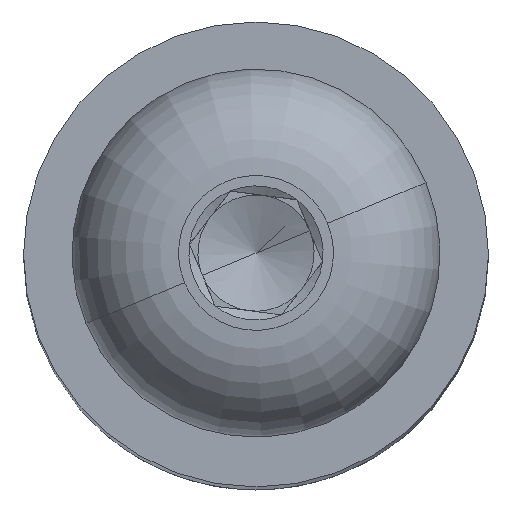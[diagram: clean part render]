
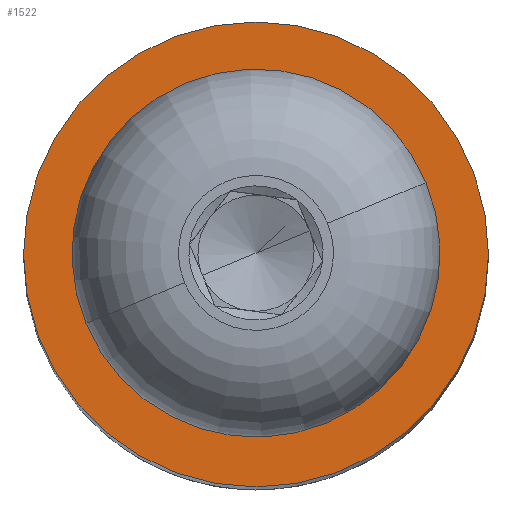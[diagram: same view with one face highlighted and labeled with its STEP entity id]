
A CAD part, top view. The second image highlights one B-rep face of the part: STEP entity #1522.
In plain terms, the highlighted planar face has unit normal (0, 0, 1).
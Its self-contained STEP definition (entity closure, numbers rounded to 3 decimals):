
#37 = AXIS2_PLACEMENT_3D ( 'NONE', #753, #771, #404 ) ;
#110 = AXIS2_PLACEMENT_3D ( 'NONE', #1347, #1112, #859 ) ;
#120 = ORIENTED_EDGE ( 'NONE', *, *, #703, .T. ) ;
#227 = DIRECTION ( 'NONE',  ( 0., 0., -1. ) ) ;
#233 = DIRECTION ( 'NONE',  ( 1., 0., 0. ) ) ;
#253 = EDGE_CURVE ( 'NONE', #1206, #585, #1515, .T. ) ;
#280 = FACE_BOUND ( 'NONE', #982, .T. ) ;
#309 = EDGE_CURVE ( 'NONE', #387, #665, #1099, .T. ) ;
#387 = VERTEX_POINT ( 'NONE', #1006 ) ;
#404 = DIRECTION ( 'NONE',  ( 1., 0., 0. ) ) ;
#422 = CARTESIAN_POINT ( 'NONE',  ( -6., 0., 46. ) ) ;
#536 = CARTESIAN_POINT ( 'NONE',  ( 0., 0., 46. ) ) ;
#585 = VERTEX_POINT ( 'NONE', #1001 ) ;
#637 = EDGE_LOOP ( 'NONE', ( #120, #1232 ) ) ;
#661 = PLANE ( 'NONE',  #37 ) ;
#664 = DIRECTION ( 'NONE',  ( 0., 0., -1. ) ) ;
#665 = VERTEX_POINT ( 'NONE', #422 ) ;
#703 = EDGE_CURVE ( 'NONE', #665, #387, #1294, .T. ) ;
#753 = CARTESIAN_POINT ( 'NONE',  ( 0., 0., 46. ) ) ;
#754 = EDGE_CURVE ( 'NONE', #585, #1206, #1440, .T. ) ;
#771 = DIRECTION ( 'NONE',  ( 0., 0., 1. ) ) ;
#796 = DIRECTION ( 'NONE',  ( 0., 0., 1. ) ) ;
#828 = AXIS2_PLACEMENT_3D ( 'NONE', #536, #664, #1501 ) ;
#859 = DIRECTION ( 'NONE',  ( 1., 0., 0. ) ) ;
#905 = AXIS2_PLACEMENT_3D ( 'NONE', #1306, #227, #233 ) ;
#974 = AXIS2_PLACEMENT_3D ( 'NONE', #1022, #796, #1492 ) ;
#982 = EDGE_LOOP ( 'NONE', ( #1375, #1458 ) ) ;
#1001 = CARTESIAN_POINT ( 'NONE',  ( 2.6, 0., 46. ) ) ;
#1006 = CARTESIAN_POINT ( 'NONE',  ( 6., 0., 46. ) ) ;
#1022 = CARTESIAN_POINT ( 'NONE',  ( 0., 0., 46. ) ) ;
#1042 = CARTESIAN_POINT ( 'NONE',  ( -2.6, 0., 46. ) ) ;
#1099 = CIRCLE ( 'NONE', #110, 6. ) ;
#1112 = DIRECTION ( 'NONE',  ( 0., 0., 1. ) ) ;
#1206 = VERTEX_POINT ( 'NONE', #1042 ) ;
#1232 = ORIENTED_EDGE ( 'NONE', *, *, #309, .T. ) ;
#1294 = CIRCLE ( 'NONE', #974, 6. ) ;
#1306 = CARTESIAN_POINT ( 'NONE',  ( 0., 0., 46. ) ) ;
#1347 = CARTESIAN_POINT ( 'NONE',  ( 0., 0., 46. ) ) ;
#1375 = ORIENTED_EDGE ( 'NONE', *, *, #754, .T. ) ;
#1440 = CIRCLE ( 'NONE', #828, 2.6 ) ;
#1458 = ORIENTED_EDGE ( 'NONE', *, *, #253, .T. ) ;
#1483 = FACE_OUTER_BOUND ( 'NONE', #637, .T. ) ;
#1492 = DIRECTION ( 'NONE',  ( 1., 0., 0. ) ) ;
#1501 = DIRECTION ( 'NONE',  ( 1., 0., 0. ) ) ;
#1515 = CIRCLE ( 'NONE', #905, 2.6 ) ;
#1522 = ADVANCED_FACE ( 'NONE', ( #280, #1483 ), #661, .T. ) ;
